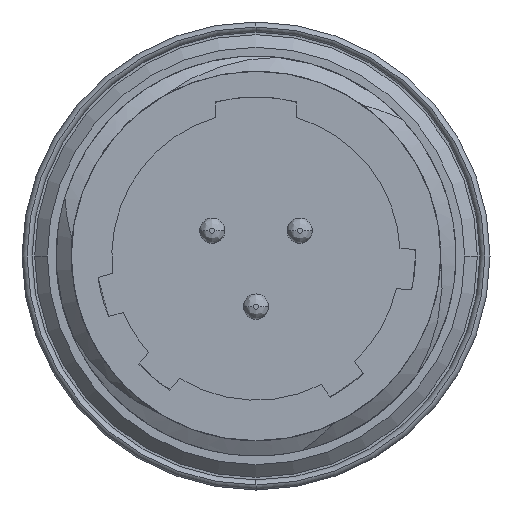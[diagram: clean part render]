
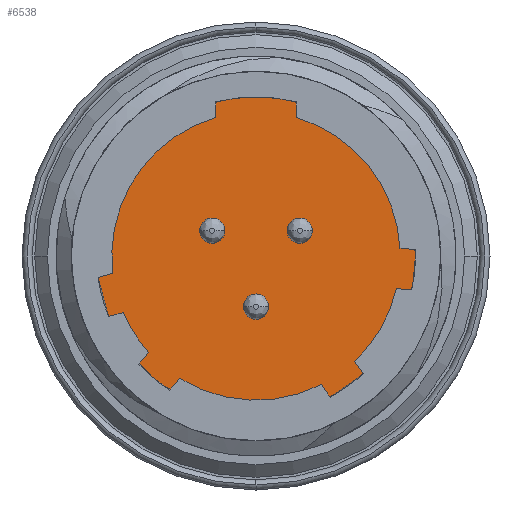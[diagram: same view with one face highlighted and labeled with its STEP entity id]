
A CAD part, front view. The second image highlights one B-rep face of the part: STEP entity #6538.
In plain terms, the highlighted planar face has unit normal (0, -1, 0).
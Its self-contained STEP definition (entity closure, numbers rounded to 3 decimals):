
#1729=CARTESIAN_POINT('',(0.,-6.2,0.));
#1730=DIRECTION('',(0.,-1.,0.));
#1731=DIRECTION('',(-1.,0.,0.));
#1732=AXIS2_PLACEMENT_3D('',#1729,#1730,#1731);
#1734=CARTESIAN_POINT('',(0.,-6.2,0.));
#1735=DIRECTION('',(0.,1.,0.));
#1736=DIRECTION('',(-1.,0.,0.));
#1737=AXIS2_PLACEMENT_3D('',#1734,#1735,#1736);
#1739=CARTESIAN_POINT('',(0.,-6.2,-2.));
#1740=DIRECTION('',(0.,-1.,0.));
#1741=DIRECTION('',(-1.,0.,0.));
#1742=AXIS2_PLACEMENT_3D('',#1739,#1740,#1741);
#1744=CARTESIAN_POINT('',(0.,-6.2,-2.));
#1745=DIRECTION('',(0.,-1.,0.));
#1746=DIRECTION('',(1.,0.,0.));
#1747=AXIS2_PLACEMENT_3D('',#1744,#1745,#1746);
#1749=CARTESIAN_POINT('',(-1.732,-6.2,1.));
#1750=DIRECTION('',(0.,-1.,0.));
#1751=DIRECTION('',(-1.,0.,0.));
#1752=AXIS2_PLACEMENT_3D('',#1749,#1750,#1751);
#1754=CARTESIAN_POINT('',(-1.732,-6.2,1.));
#1755=DIRECTION('',(0.,-1.,0.));
#1756=DIRECTION('',(1.,0.,0.));
#1757=AXIS2_PLACEMENT_3D('',#1754,#1755,#1756);
#1759=CARTESIAN_POINT('',(1.732,-6.2,1.));
#1760=DIRECTION('',(0.,-1.,0.));
#1761=DIRECTION('',(-1.,0.,0.));
#1762=AXIS2_PLACEMENT_3D('',#1759,#1760,#1761);
#1764=CARTESIAN_POINT('',(1.732,-6.2,1.));
#1765=DIRECTION('',(0.,-1.,0.));
#1766=DIRECTION('',(1.,0.,0.));
#1767=AXIS2_PLACEMENT_3D('',#1764,#1765,#1766);
#5001=CARTESIAN_POINT('',(-6.3,-6.2,0.));
#5003=VERTEX_POINT('',#5001);
#5024=CARTESIAN_POINT('',(6.3,-6.2,0.));
#5025=VERTEX_POINT('',#5024);
#5908=CARTESIAN_POINT('',(-0.5,-6.2,-2.));
#5909=CARTESIAN_POINT('',(0.5,-6.2,-2.));
#5910=VERTEX_POINT('',#5908);
#5911=VERTEX_POINT('',#5909);
#5912=CARTESIAN_POINT('',(-2.232,-6.2,1.));
#5913=CARTESIAN_POINT('',(-1.232,-6.2,1.));
#5914=VERTEX_POINT('',#5912);
#5915=VERTEX_POINT('',#5913);
#5916=CARTESIAN_POINT('',(1.232,-6.2,1.));
#5917=CARTESIAN_POINT('',(2.232,-6.2,1.));
#5918=VERTEX_POINT('',#5916);
#5919=VERTEX_POINT('',#5917);
#6511=CARTESIAN_POINT('',(0.,-6.2,0.));
#6512=DIRECTION('',(0.,1.,0.));
#6513=DIRECTION('',(1.,0.,0.));
#6514=AXIS2_PLACEMENT_3D('',#6511,#6512,#6513);
#6515=PLANE('',#6514);
#6517=ORIENTED_EDGE('',*,*,#6516,.F.);
#6519=ORIENTED_EDGE('',*,*,#6518,.T.);
#6520=EDGE_LOOP('',(#6517,#6519));
#6521=FACE_OUTER_BOUND('',#6520,.F.);
#6522=ORIENTED_EDGE('',*,*,#6352,.T.);
#6523=ORIENTED_EDGE('',*,*,#6492,.T.);
#6524=EDGE_LOOP('',(#6522,#6523));
#6525=FACE_BOUND('',#6524,.F.);
#6527=ORIENTED_EDGE('',*,*,#6526,.T.);
#6529=ORIENTED_EDGE('',*,*,#6528,.T.);
#6530=EDGE_LOOP('',(#6527,#6529));
#6531=FACE_BOUND('',#6530,.F.);
#6533=ORIENTED_EDGE('',*,*,#6532,.T.);
#6535=ORIENTED_EDGE('',*,*,#6534,.T.);
#6536=EDGE_LOOP('',(#6533,#6535));
#6537=FACE_BOUND('',#6536,.F.);
#1733=CIRCLE('',#1732,6.3);
#1738=CIRCLE('',#1737,6.3);
#1743=CIRCLE('',#1742,0.5);
#1748=CIRCLE('',#1747,0.5);
#1753=CIRCLE('',#1752,0.5);
#1758=CIRCLE('',#1757,0.5);
#1763=CIRCLE('',#1762,0.5);
#1768=CIRCLE('',#1767,0.5);
#6352=EDGE_CURVE('',#5910,#5911,#1743,.T.);
#6492=EDGE_CURVE('',#5911,#5910,#1748,.T.);
#6516=EDGE_CURVE('',#5003,#5025,#1733,.T.);
#6518=EDGE_CURVE('',#5003,#5025,#1738,.T.);
#6526=EDGE_CURVE('',#5914,#5915,#1753,.T.);
#6528=EDGE_CURVE('',#5915,#5914,#1758,.T.);
#6532=EDGE_CURVE('',#5918,#5919,#1763,.T.);
#6534=EDGE_CURVE('',#5919,#5918,#1768,.T.);
#6538=ADVANCED_FACE('',(#6521,#6525,#6531,#6537),#6515,.F.);
